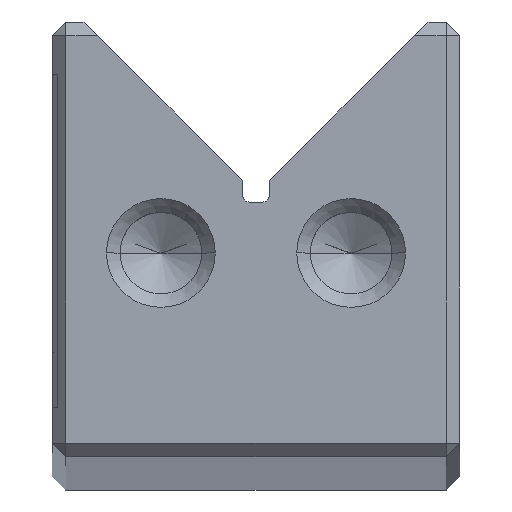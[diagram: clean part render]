
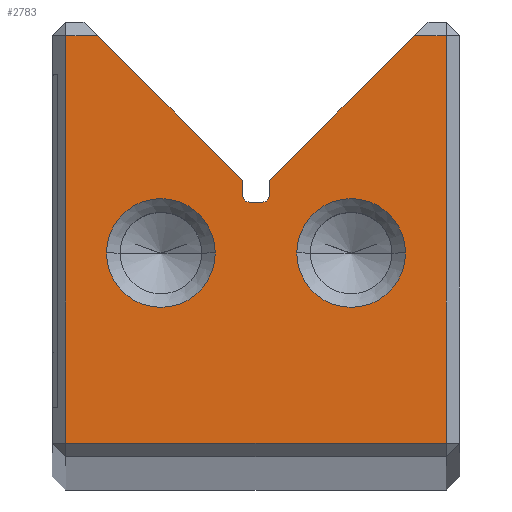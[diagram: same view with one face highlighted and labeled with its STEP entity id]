
A CAD part, top view. The second image highlights one B-rep face of the part: STEP entity #2783.
In plain terms, the highlighted planar face has unit normal (0, 0, 1).
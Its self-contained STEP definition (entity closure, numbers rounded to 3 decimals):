
#2783=ADVANCED_FACE('',(#3845,#3846,#3847),#3174,.F.);
#3174=PLANE('',#10570);
#3445=CIRCLE('',#10357,2.);
#3447=CIRCLE('',#10360,2.);
#3566=CIRCLE('',#10560,0.25);
#3567=CIRCLE('',#10563,0.25);
#3568=CIRCLE('',#10568,2.);
#3569=CIRCLE('',#10569,2.);
#3845=FACE_BOUND('',#4041,.T.);
#3846=FACE_BOUND('',#4042,.T.);
#3847=FACE_BOUND('',#4043,.T.);
#4041=EDGE_LOOP('',(#5119,#5120));
#4042=EDGE_LOOP('',(#5121,#5122));
#4043=EDGE_LOOP('',(#5123,#5124,#5125,#5126,#5127,#5128,#5129,#5130,#5131,
#5132,#5133,#5134));
#5119=ORIENTED_EDGE('',*,*,#7827,.T.);
#5120=ORIENTED_EDGE('',*,*,#8110,.T.);
#5121=ORIENTED_EDGE('',*,*,#7823,.T.);
#5122=ORIENTED_EDGE('',*,*,#8111,.T.);
#5123=ORIENTED_EDGE('',*,*,#8112,.T.);
#5124=ORIENTED_EDGE('',*,*,#8113,.T.);
#5125=ORIENTED_EDGE('',*,*,#8105,.T.);
#5126=ORIENTED_EDGE('',*,*,#8101,.T.);
#5127=ORIENTED_EDGE('',*,*,#8099,.T.);
#5128=ORIENTED_EDGE('',*,*,#8097,.T.);
#5129=ORIENTED_EDGE('',*,*,#8095,.T.);
#5130=ORIENTED_EDGE('',*,*,#8093,.T.);
#5131=ORIENTED_EDGE('',*,*,#8091,.T.);
#5132=ORIENTED_EDGE('',*,*,#8114,.T.);
#5133=ORIENTED_EDGE('',*,*,#8115,.T.);
#5134=ORIENTED_EDGE('',*,*,#8116,.T.);
#7067=VERTEX_POINT('',#13656);
#7068=VERTEX_POINT('',#13658);
#7071=VERTEX_POINT('',#13665);
#7072=VERTEX_POINT('',#13667);
#7243=VERTEX_POINT('',#14180);
#7244=VERTEX_POINT('',#14182);
#7245=VERTEX_POINT('',#14186);
#7246=VERTEX_POINT('',#14190);
#7247=VERTEX_POINT('',#14194);
#7248=VERTEX_POINT('',#14198);
#7249=VERTEX_POINT('',#14202);
#7252=VERTEX_POINT('',#14210);
#7255=VERTEX_POINT('',#14222);
#7256=VERTEX_POINT('',#14223);
#7257=VERTEX_POINT('',#14226);
#7258=VERTEX_POINT('',#14228);
#7823=EDGE_CURVE('',#7068,#7067,#3445,.T.);
#7827=EDGE_CURVE('',#7072,#7071,#3447,.T.);
#8091=EDGE_CURVE('',#7244,#7243,#9033,.T.);
#8093=EDGE_CURVE('',#7245,#7244,#9035,.T.);
#8095=EDGE_CURVE('',#7246,#7245,#3566,.T.);
#8097=EDGE_CURVE('',#7247,#7246,#9038,.T.);
#8099=EDGE_CURVE('',#7248,#7247,#3567,.T.);
#8101=EDGE_CURVE('',#7249,#7248,#9041,.T.);
#8105=EDGE_CURVE('',#7252,#7249,#9045,.T.);
#8110=EDGE_CURVE('',#7071,#7072,#3568,.T.);
#8111=EDGE_CURVE('',#7067,#7068,#3569,.T.);
#8112=EDGE_CURVE('',#7255,#7256,#9050,.T.);
#8113=EDGE_CURVE('',#7256,#7252,#9051,.T.);
#8114=EDGE_CURVE('',#7243,#7257,#9052,.T.);
#8115=EDGE_CURVE('',#7257,#7258,#9053,.T.);
#8116=EDGE_CURVE('',#7258,#7255,#9054,.T.);
#9033=LINE('',#14181,#9831);
#9035=LINE('',#14185,#9833);
#9038=LINE('',#14193,#9836);
#9041=LINE('',#14201,#9839);
#9045=LINE('',#14209,#9843);
#9050=LINE('',#14221,#9848);
#9051=LINE('',#14224,#9849);
#9052=LINE('',#14225,#9850);
#9053=LINE('',#14227,#9851);
#9054=LINE('',#14229,#9852);
#9831=VECTOR('',#11699,1.);
#9833=VECTOR('',#11703,1.);
#9836=VECTOR('',#11712,1.);
#9839=VECTOR('',#11721,1.);
#9843=VECTOR('',#11727,1.);
#9848=VECTOR('',#11740,1.);
#9849=VECTOR('',#11741,1.);
#9850=VECTOR('',#11742,1.);
#9851=VECTOR('',#11743,1.);
#9852=VECTOR('',#11744,1.);
#10357=AXIS2_PLACEMENT_3D('',#13657,#11150,#11151);
#10360=AXIS2_PLACEMENT_3D('',#13666,#11158,#11159);
#10560=AXIS2_PLACEMENT_3D('',#14189,#11707,#11708);
#10563=AXIS2_PLACEMENT_3D('',#14197,#11716,#11717);
#10568=AXIS2_PLACEMENT_3D('',#14219,#11736,#11737);
#10569=AXIS2_PLACEMENT_3D('',#14220,#11738,#11739);
#10570=AXIS2_PLACEMENT_3D('',#14230,#11745,#11746);
#11150=DIRECTION('',(0.,0.,-1.));
#11151=DIRECTION('',(-1.,0.,0.));
#11158=DIRECTION('',(0.,0.,-1.));
#11159=DIRECTION('',(-1.,0.,0.));
#11699=DIRECTION('',(-0.707,0.707,0.));
#11703=DIRECTION('',(0.,1.,0.));
#11707=DIRECTION('',(0.,0.,-1.));
#11708=DIRECTION('',(1.,0.,0.));
#11712=DIRECTION('',(-1.,0.,0.));
#11716=DIRECTION('',(0.,0.,-1.));
#11717=DIRECTION('',(-1.,0.,0.));
#11721=DIRECTION('',(0.,-1.,0.));
#11727=DIRECTION('',(-0.707,-0.707,0.));
#11736=DIRECTION('',(0.,0.,-1.));
#11737=DIRECTION('',(-1.,0.,0.));
#11738=DIRECTION('',(0.,0.,-1.));
#11739=DIRECTION('',(-1.,0.,0.));
#11740=DIRECTION('',(0.,1.,0.));
#11741=DIRECTION('',(-1.,0.,0.));
#11742=DIRECTION('',(-1.,0.,0.));
#11743=DIRECTION('',(0.,-1.,0.));
#11744=DIRECTION('',(1.,0.,0.));
#11745=DIRECTION('',(0.,0.,-1.));
#11746=DIRECTION('',(-1.,0.,0.));
#13656=CARTESIAN_POINT('',(-5.5,7.5,0.));
#13657=CARTESIAN_POINT('',(-3.5,7.5,0.));
#13658=CARTESIAN_POINT('',(-1.5,7.5,0.));
#13665=CARTESIAN_POINT('',(1.5,7.5,0.));
#13666=CARTESIAN_POINT('',(3.5,7.5,0.));
#13667=CARTESIAN_POINT('',(5.5,7.5,0.));
#14180=CARTESIAN_POINT('',(-5.828,15.5,0.));
#14181=CARTESIAN_POINT('',(-6.328,16.,0.));
#14182=CARTESIAN_POINT('',(-0.5,10.172,0.));
#14185=CARTESIAN_POINT('',(-0.5,10.172,0.));
#14186=CARTESIAN_POINT('',(-0.5,9.622,0.));
#14189=CARTESIAN_POINT('',(-0.25,9.622,0.));
#14190=CARTESIAN_POINT('',(-0.25,9.372,0.));
#14193=CARTESIAN_POINT('',(0.25,9.372,0.));
#14194=CARTESIAN_POINT('',(0.25,9.372,0.));
#14197=CARTESIAN_POINT('',(0.25,9.622,0.));
#14198=CARTESIAN_POINT('',(0.5,9.622,0.));
#14201=CARTESIAN_POINT('',(0.5,10.172,0.));
#14202=CARTESIAN_POINT('',(0.5,10.172,0.));
#14209=CARTESIAN_POINT('',(6.328,16.,0.));
#14210=CARTESIAN_POINT('',(5.828,15.5,0.));
#14219=CARTESIAN_POINT('',(3.5,7.5,0.));
#14220=CARTESIAN_POINT('',(-3.5,7.5,0.));
#14221=CARTESIAN_POINT('',(7.,16.,0.));
#14222=CARTESIAN_POINT('',(7.,0.5,0.));
#14223=CARTESIAN_POINT('',(7.,15.5,0.));
#14224=CARTESIAN_POINT('',(6.328,15.5,0.));
#14225=CARTESIAN_POINT('',(-7.5,15.5,0.));
#14226=CARTESIAN_POINT('',(-7.,15.5,0.));
#14227=CARTESIAN_POINT('',(-7.,0.,0.));
#14228=CARTESIAN_POINT('',(-7.,0.5,0.));
#14229=CARTESIAN_POINT('',(7.5,0.5,0.));
#14230=CARTESIAN_POINT('',(0.25,9.622,0.));
